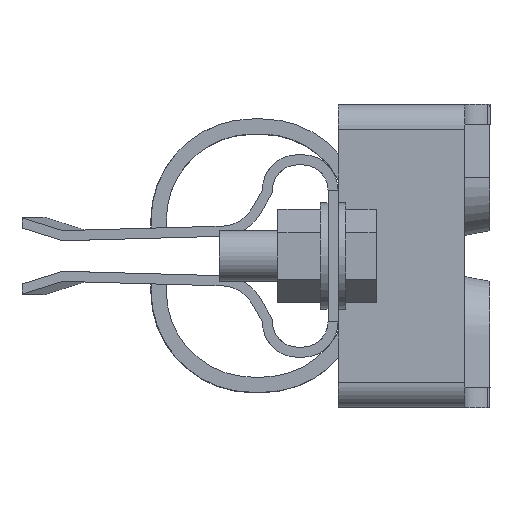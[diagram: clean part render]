
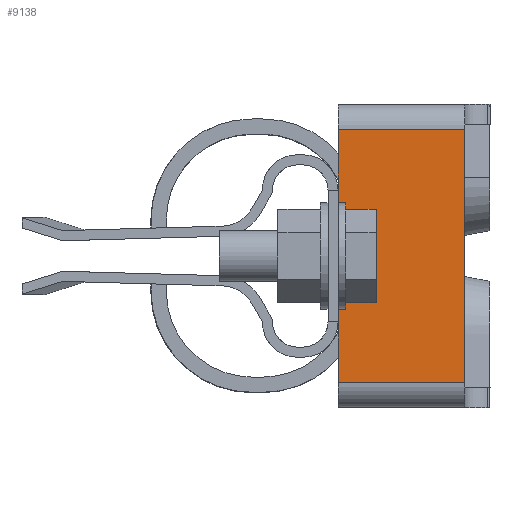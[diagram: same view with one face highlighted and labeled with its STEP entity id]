
A CAD part, left-side view. The second image highlights one B-rep face of the part: STEP entity #9138.
In plain terms, the highlighted planar face has unit normal (-1, 0, 0).
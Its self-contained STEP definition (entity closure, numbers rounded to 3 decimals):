
#1391 = CARTESIAN_POINT ( 'NONE',  ( -80., 30., 30. ) ) ;
#1608 = VERTEX_POINT ( 'NONE', #10517 ) ;
#1650 = LINE ( 'NONE', #2132, #4593 ) ;
#2132 = CARTESIAN_POINT ( 'NONE',  ( -80., 30., 30. ) ) ;
#2295 = EDGE_CURVE ( 'NONE', #1608, #6339, #8364, .T. ) ;
#2787 = EDGE_LOOP ( 'NONE', ( #13175, #9324, #6135, #12104, #12079, #3642 ) ) ;
#3573 = PLANE ( 'NONE',  #8169 ) ;
#3642 = ORIENTED_EDGE ( 'NONE', *, *, #14353, .F. ) ;
#4593 = VECTOR ( 'NONE', #9515, 1000. ) ;
#4875 = LINE ( 'NONE', #7400, #7735 ) ;
#4923 = CARTESIAN_POINT ( 'NONE',  ( -80., 30., -13. ) ) ;
#5077 = EDGE_CURVE ( 'NONE', #10951, #10539, #10592, .T. ) ;
#5095 = VECTOR ( 'NONE', #6782, 1000. ) ;
#5887 = EDGE_CURVE ( 'NONE', #10951, #12752, #10441, .T. ) ;
#6069 = DIRECTION ( 'NONE',  ( 1., 0., 0. ) ) ;
#6135 = ORIENTED_EDGE ( 'NONE', *, *, #13423, .T. ) ;
#6339 = VERTEX_POINT ( 'NONE', #10308 ) ;
#6782 = DIRECTION ( 'NONE',  ( 0., 1., 0. ) ) ;
#6947 = CARTESIAN_POINT ( 'NONE',  ( -80., 30., 13. ) ) ;
#7232 = VECTOR ( 'NONE', #8828, 1000. ) ;
#7375 = VECTOR ( 'NONE', #9667, 1000. ) ;
#7400 = CARTESIAN_POINT ( 'NONE',  ( -80., 30., 30. ) ) ;
#7735 = VECTOR ( 'NONE', #8609, 1000. ) ;
#7766 = LINE ( 'NONE', #8905, #13905 ) ;
#8169 = AXIS2_PLACEMENT_3D ( 'NONE', #13398, #6069, #14621 ) ;
#8364 = LINE ( 'NONE', #10398, #5095 ) ;
#8433 = CARTESIAN_POINT ( 'NONE',  ( -80., 30., -25. ) ) ;
#8595 = VERTEX_POINT ( 'NONE', #6947 ) ;
#8609 = DIRECTION ( 'NONE',  ( 0., 0., 1. ) ) ;
#8828 = DIRECTION ( 'NONE',  ( 0., 0., 1. ) ) ;
#8905 = CARTESIAN_POINT ( 'NONE',  ( -80., 5., -30. ) ) ;
#8931 = CARTESIAN_POINT ( 'NONE',  ( -80., 30., -25. ) ) ;
#9138 = ADVANCED_FACE ( 'NONE', ( #14767 ), #3573, .F. ) ;
#9324 = ORIENTED_EDGE ( 'NONE', *, *, #5077, .T. ) ;
#9515 = DIRECTION ( 'NONE',  ( 0., 0., 1. ) ) ;
#9632 = EDGE_CURVE ( 'NONE', #8595, #6339, #1650, .T. ) ;
#9667 = DIRECTION ( 'NONE',  ( 0., -1., 0. ) ) ;
#10130 = DIRECTION ( 'NONE',  ( 0., 0., 1. ) ) ;
#10308 = CARTESIAN_POINT ( 'NONE',  ( -80., 30., 25. ) ) ;
#10398 = CARTESIAN_POINT ( 'NONE',  ( -80., 30., 25. ) ) ;
#10441 = LINE ( 'NONE', #1391, #7232 ) ;
#10517 = CARTESIAN_POINT ( 'NONE',  ( -80., 5., 25. ) ) ;
#10539 = VERTEX_POINT ( 'NONE', #11741 ) ;
#10592 = LINE ( 'NONE', #8433, #7375 ) ;
#10951 = VERTEX_POINT ( 'NONE', #8931 ) ;
#11741 = CARTESIAN_POINT ( 'NONE',  ( -80., 5., -25. ) ) ;
#12079 = ORIENTED_EDGE ( 'NONE', *, *, #9632, .F. ) ;
#12104 = ORIENTED_EDGE ( 'NONE', *, *, #2295, .T. ) ;
#12752 = VERTEX_POINT ( 'NONE', #4923 ) ;
#13175 = ORIENTED_EDGE ( 'NONE', *, *, #5887, .F. ) ;
#13398 = CARTESIAN_POINT ( 'NONE',  ( -80., 30., 30. ) ) ;
#13423 = EDGE_CURVE ( 'NONE', #10539, #1608, #7766, .T. ) ;
#13905 = VECTOR ( 'NONE', #10130, 1000. ) ;
#14353 = EDGE_CURVE ( 'NONE', #12752, #8595, #4875, .T. ) ;
#14621 = DIRECTION ( 'NONE',  ( 0., 0., -1. ) ) ;
#14767 = FACE_OUTER_BOUND ( 'NONE', #2787, .T. ) ;
